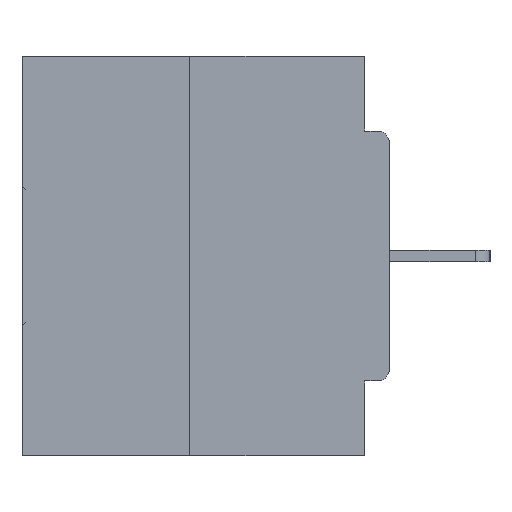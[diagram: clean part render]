
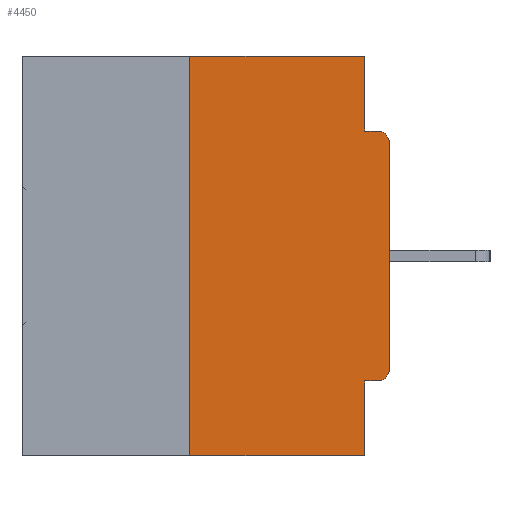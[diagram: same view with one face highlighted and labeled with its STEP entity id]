
A CAD part, left-side view. The second image highlights one B-rep face of the part: STEP entity #4450.
In plain terms, the highlighted planar face has unit normal (-1, 0, 0).
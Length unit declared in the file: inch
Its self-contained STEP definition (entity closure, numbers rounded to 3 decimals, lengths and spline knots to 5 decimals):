
#487 = ORIENTED_EDGE ( 'NONE', *, *, #754, .F. ) ;
#754 = EDGE_CURVE ( 'NONE', #6928, #33558, #10534, .T. ) ;
#827 = EDGE_CURVE ( 'NONE', #11266, #6928, #16158, .T. ) ;
#1393 = LINE ( 'NONE', #18656, #34648 ) ;
#2289 = CARTESIAN_POINT ( 'NONE',  ( 0., 0.031, -0.5 ) ) ;
#2375 = ORIENTED_EDGE ( 'NONE', *, *, #14922, .T. ) ;
#2521 = EDGE_CURVE ( 'NONE', #26023, #19625, #5720, .T. ) ;
#2718 = CARTESIAN_POINT ( 'NONE',  ( 0., 0.25, -0.5 ) ) ;
#4074 = VECTOR ( 'NONE', #19129, 39.37008 ) ;
#4195 = CARTESIAN_POINT ( 'NONE',  ( 0., 0.031, 0. ) ) ;
#4450 = ADVANCED_FACE ( 'NONE', ( #19286 ), #10089, .F. ) ;
#4957 = VERTEX_POINT ( 'NONE', #2718 ) ;
#5012 = ORIENTED_EDGE ( 'NONE', *, *, #25583, .F. ) ;
#5289 = DIRECTION ( 'NONE',  ( 0., 1., 0. ) ) ;
#5720 = CIRCLE ( 'NONE', #24920, 0.015 ) ;
#6115 = VERTEX_POINT ( 'NONE', #34274 ) ;
#6928 = VERTEX_POINT ( 'NONE', #34824 ) ;
#7563 = LINE ( 'NONE', #36120, #32663 ) ;
#7678 = CARTESIAN_POINT ( 'NONE',  ( 0., 0.46, -0.5 ) ) ;
#10089 = PLANE ( 'NONE',  #34054 ) ;
#10150 = EDGE_CURVE ( 'NONE', #24244, #18158, #33085, .T. ) ;
#10186 = DIRECTION ( 'NONE',  ( 0., 0., 1. ) ) ;
#10284 = DIRECTION ( 'NONE',  ( -1., 0., 0. ) ) ;
#10495 = EDGE_LOOP ( 'NONE', ( #29545, #5012, #19060, #487, #16066, #12795, #2375, #27892, #34083, #32222 ) ) ;
#10534 = LINE ( 'NONE', #2289, #33202 ) ;
#10580 = CARTESIAN_POINT ( 'NONE',  ( 0., 0., -0.0935 ) ) ;
#11266 = VERTEX_POINT ( 'NONE', #20841 ) ;
#11877 = EDGE_CURVE ( 'NONE', #6115, #24244, #1393, .T. ) ;
#12795 = ORIENTED_EDGE ( 'NONE', *, *, #30072, .T. ) ;
#12892 = VECTOR ( 'NONE', #25932, 39.37008 ) ;
#14119 = DIRECTION ( 'NONE',  ( 0., -1., 0. ) ) ;
#14922 = EDGE_CURVE ( 'NONE', #29103, #26023, #21266, .T. ) ;
#15888 = CARTESIAN_POINT ( 'NONE',  ( 0., 0.015, -0.0935 ) ) ;
#16002 = AXIS2_PLACEMENT_3D ( 'NONE', #24954, #10284, #21769 ) ;
#16066 = ORIENTED_EDGE ( 'NONE', *, *, #827, .F. ) ;
#16158 = LINE ( 'NONE', #30295, #20584 ) ;
#18158 = VERTEX_POINT ( 'NONE', #27224 ) ;
#18656 = CARTESIAN_POINT ( 'NONE',  ( 0., 0.46, 0. ) ) ;
#18818 = CARTESIAN_POINT ( 'NONE',  ( 0., 0.015, -0.1085 ) ) ;
#19060 = ORIENTED_EDGE ( 'NONE', *, *, #32837, .T. ) ;
#19129 = DIRECTION ( 'NONE',  ( 0., -1., 0. ) ) ;
#19286 = FACE_OUTER_BOUND ( 'NONE', #10495, .T. ) ;
#19625 = VERTEX_POINT ( 'NONE', #15888 ) ;
#20139 = EDGE_CURVE ( 'NONE', #18158, #19625, #28645, .T. ) ;
#20492 = CARTESIAN_POINT ( 'NONE',  ( 0., 0., -0.1085 ) ) ;
#20584 = VECTOR ( 'NONE', #5289, 39.37008 ) ;
#20703 = CARTESIAN_POINT ( 'NONE',  ( 0., 0., 0. ) ) ;
#20776 = CARTESIAN_POINT ( 'NONE',  ( 0., 0., -0.3915 ) ) ;
#20841 = CARTESIAN_POINT ( 'NONE',  ( 0., 0.015, -0.4065 ) ) ;
#21266 = LINE ( 'NONE', #20703, #22365 ) ;
#21769 = DIRECTION ( 'NONE',  ( 0., 0., -1. ) ) ;
#22021 = DIRECTION ( 'NONE',  ( 0., 0., -1. ) ) ;
#22365 = VECTOR ( 'NONE', #26533, 39.37008 ) ;
#23282 = DIRECTION ( 'NONE',  ( 0., 0., -1. ) ) ;
#23460 = DIRECTION ( 'NONE',  ( -1., 0., 0. ) ) ;
#24244 = VERTEX_POINT ( 'NONE', #4195 ) ;
#24920 = AXIS2_PLACEMENT_3D ( 'NONE', #18818, #23460, #23282 ) ;
#24954 = CARTESIAN_POINT ( 'NONE',  ( 0., 0.015, -0.3915 ) ) ;
#25583 = EDGE_CURVE ( 'NONE', #4957, #6115, #7563, .T. ) ;
#25932 = DIRECTION ( 'NONE',  ( 0., 0., -1. ) ) ;
#26023 = VERTEX_POINT ( 'NONE', #20492 ) ;
#26533 = DIRECTION ( 'NONE',  ( 0., 0., 1. ) ) ;
#27224 = CARTESIAN_POINT ( 'NONE',  ( 0., 0.031, -0.0935 ) ) ;
#27700 = DIRECTION ( 'NONE',  ( 0., -1., 0. ) ) ;
#27892 = ORIENTED_EDGE ( 'NONE', *, *, #2521, .T. ) ;
#28645 = LINE ( 'NONE', #10580, #34196 ) ;
#29103 = VERTEX_POINT ( 'NONE', #20776 ) ;
#29545 = ORIENTED_EDGE ( 'NONE', *, *, #11877, .F. ) ;
#30072 = EDGE_CURVE ( 'NONE', #11266, #29103, #32223, .T. ) ;
#30295 = CARTESIAN_POINT ( 'NONE',  ( 0., 0., -0.4065 ) ) ;
#30581 = DIRECTION ( 'NONE',  ( 0., 0., -1. ) ) ;
#32222 = ORIENTED_EDGE ( 'NONE', *, *, #10150, .F. ) ;
#32223 = CIRCLE ( 'NONE', #16002, 0.015 ) ;
#32663 = VECTOR ( 'NONE', #10186, 39.37008 ) ;
#32837 = EDGE_CURVE ( 'NONE', #4957, #33558, #33424, .T. ) ;
#33085 = LINE ( 'NONE', #34379, #12892 ) ;
#33202 = VECTOR ( 'NONE', #22021, 39.37008 ) ;
#33392 = DIRECTION ( 'NONE',  ( 1., 0., 0. ) ) ;
#33424 = LINE ( 'NONE', #7678, #4074 ) ;
#33558 = VERTEX_POINT ( 'NONE', #36657 ) ;
#34054 = AXIS2_PLACEMENT_3D ( 'NONE', #36576, #33392, #30581 ) ;
#34083 = ORIENTED_EDGE ( 'NONE', *, *, #20139, .F. ) ;
#34196 = VECTOR ( 'NONE', #14119, 39.37008 ) ;
#34274 = CARTESIAN_POINT ( 'NONE',  ( 0., 0.25, 0. ) ) ;
#34379 = CARTESIAN_POINT ( 'NONE',  ( 0., 0.031, 0. ) ) ;
#34648 = VECTOR ( 'NONE', #27700, 39.37008 ) ;
#34824 = CARTESIAN_POINT ( 'NONE',  ( 0., 0.031, -0.4065 ) ) ;
#36120 = CARTESIAN_POINT ( 'NONE',  ( 0., 0.25, 0. ) ) ;
#36576 = CARTESIAN_POINT ( 'NONE',  ( 0., 0.46, 0. ) ) ;
#36657 = CARTESIAN_POINT ( 'NONE',  ( 0., 0.031, -0.5 ) ) ;
